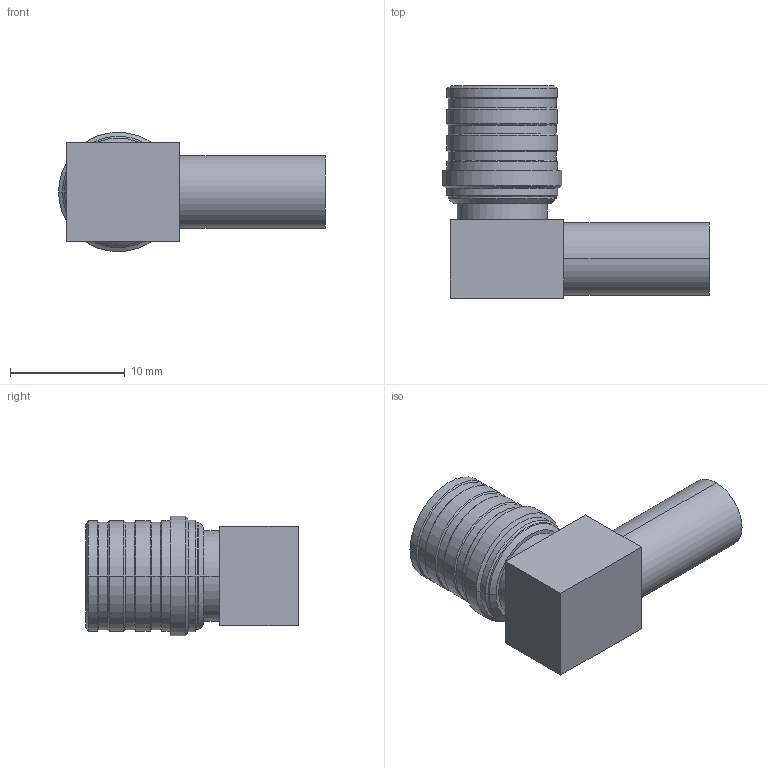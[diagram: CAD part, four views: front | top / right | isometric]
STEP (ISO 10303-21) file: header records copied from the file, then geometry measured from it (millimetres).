
FILE_DESCRIPTION (( 'STEP AP203' ), '1' );
FILE_NAME ('FMCN1894.STEP', '2022-01-21T22:44:50', ( '' ), ( '' ), 'SwSTEP 2.0', 'SolidWorks 2021', '' );
FILE_SCHEMA (( 'CONFIG_CONTROL_DESIGN' ));
Length unit declared in the file: inch
Products named in the file (1): FMCN1894
Bounding box: 23.29 x 18.54 x 10.41 mm (x, y, z)
Volume: 1295.1 mm3; surface area: 2067.7 mm2
Topology: 2 solids, 2 shells, 140 faces, 346 edges, 211 vertices
Faces by surface type: cylinder 50, plane 45, cone 45
Entity records: 4286 total; most frequent: CARTESIAN_POINT 812, DIRECTION 747, ORIENTED_EDGE 692, EDGE_CURVE 346, AXIS2_PLACEMENT_3D 290, VERTEX_POINT 211, VECTOR 167, LINE 167
